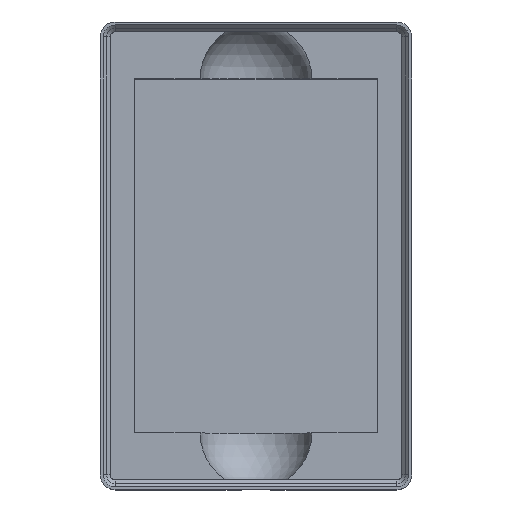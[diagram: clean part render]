
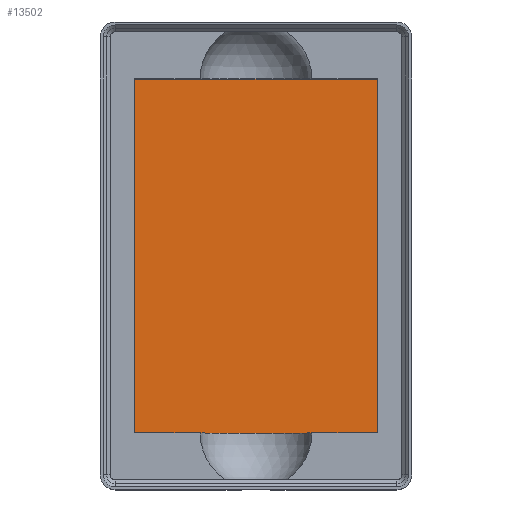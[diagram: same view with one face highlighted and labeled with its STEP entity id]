
A CAD part, top view. The second image highlights one B-rep face of the part: STEP entity #13502.
In plain terms, the highlighted planar face has unit normal (0, 0, 1).
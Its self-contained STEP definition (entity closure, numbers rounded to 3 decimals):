
#12801 = PLANE('',#12802);
#12802 = AXIS2_PLACEMENT_3D('',#12803,#12804,#12805);
#12803 = CARTESIAN_POINT('',(-11.5,-5.5,1.95));
#12804 = DIRECTION('',(0.,1.,0.));
#12805 = DIRECTION('',(0.,0.,1.));
#12829 = PLANE('',#12830);
#12830 = AXIS2_PLACEMENT_3D('',#12831,#12832,#12833);
#12831 = CARTESIAN_POINT('',(-11.5,-5.5,1.95));
#12832 = DIRECTION('',(1.,0.,0.));
#12833 = DIRECTION('',(0.,0.,1.));
#12857 = PLANE('',#12858);
#12858 = AXIS2_PLACEMENT_3D('',#12859,#12860,#12861);
#12859 = CARTESIAN_POINT('',(-11.5,89.5,1.95));
#12860 = DIRECTION('',(0.,1.,0.));
#12861 = DIRECTION('',(0.,0.,1.));
#13051 = PLANE('',#13052);
#13052 = AXIS2_PLACEMENT_3D('',#13053,#13054,#13055);
#13053 = CARTESIAN_POINT('',(53.5,-5.5,1.95));
#13054 = DIRECTION('',(1.,0.,0.));
#13055 = DIRECTION('',(0.,0.,1.));
#13273 = VERTEX_POINT('',#13274);
#13274 = CARTESIAN_POINT('',(53.5,89.5,1.95));
#13295 = EDGE_CURVE('',#13296,#13273,#13298,.T.);
#13296 = VERTEX_POINT('',#13297);
#13297 = CARTESIAN_POINT('',(-11.5,89.5,1.95));
#13298 = SURFACE_CURVE('',#13299,(#13303,#13310),.PCURVE_S1.);
#13299 = LINE('',#13300,#13301);
#13300 = CARTESIAN_POINT('',(-11.5,89.5,1.95));
#13301 = VECTOR('',#13302,1.);
#13302 = DIRECTION('',(1.,0.,0.));
#13303 = PCURVE('',#12857,#13304);
#13304 = DEFINITIONAL_REPRESENTATION('',(#13305),#13309);
#13305 = LINE('',#13306,#13307);
#13306 = CARTESIAN_POINT('',(0.,0.));
#13307 = VECTOR('',#13308,1.);
#13308 = DIRECTION('',(0.,1.));
#13309 = ( GEOMETRIC_REPRESENTATION_CONTEXT(2) 
PARAMETRIC_REPRESENTATION_CONTEXT() REPRESENTATION_CONTEXT('2D SPACE',''
  ) );
#13310 = PCURVE('',#13311,#13316);
#13311 = PLANE('',#13312);
#13312 = AXIS2_PLACEMENT_3D('',#13313,#13314,#13315);
#13313 = CARTESIAN_POINT('',(-11.5,-5.5,1.95));
#13314 = DIRECTION('',(0.,0.,1.));
#13315 = DIRECTION('',(1.,0.,0.));
#13316 = DEFINITIONAL_REPRESENTATION('',(#13317),#13321);
#13317 = LINE('',#13318,#13319);
#13318 = CARTESIAN_POINT('',(0.,95.));
#13319 = VECTOR('',#13320,1.);
#13320 = DIRECTION('',(1.,0.));
#13321 = ( GEOMETRIC_REPRESENTATION_CONTEXT(2) 
PARAMETRIC_REPRESENTATION_CONTEXT() REPRESENTATION_CONTEXT('2D SPACE',''
  ) );
#13351 = VERTEX_POINT('',#13352);
#13352 = CARTESIAN_POINT('',(-11.5,-5.5,1.95));
#13373 = EDGE_CURVE('',#13351,#13296,#13374,.T.);
#13374 = SURFACE_CURVE('',#13375,(#13379,#13386),.PCURVE_S1.);
#13375 = LINE('',#13376,#13377);
#13376 = CARTESIAN_POINT('',(-11.5,-5.5,1.95));
#13377 = VECTOR('',#13378,1.);
#13378 = DIRECTION('',(0.,1.,0.));
#13379 = PCURVE('',#12829,#13380);
#13380 = DEFINITIONAL_REPRESENTATION('',(#13381),#13385);
#13381 = LINE('',#13382,#13383);
#13382 = CARTESIAN_POINT('',(0.,0.));
#13383 = VECTOR('',#13384,1.);
#13384 = DIRECTION('',(0.,-1.));
#13385 = ( GEOMETRIC_REPRESENTATION_CONTEXT(2) 
PARAMETRIC_REPRESENTATION_CONTEXT() REPRESENTATION_CONTEXT('2D SPACE',''
  ) );
#13386 = PCURVE('',#13311,#13387);
#13387 = DEFINITIONAL_REPRESENTATION('',(#13388),#13392);
#13388 = LINE('',#13389,#13390);
#13389 = CARTESIAN_POINT('',(0.,0.));
#13390 = VECTOR('',#13391,1.);
#13391 = DIRECTION('',(0.,1.));
#13392 = ( GEOMETRIC_REPRESENTATION_CONTEXT(2) 
PARAMETRIC_REPRESENTATION_CONTEXT() REPRESENTATION_CONTEXT('2D SPACE',''
  ) );
#13400 = VERTEX_POINT('',#13401);
#13401 = CARTESIAN_POINT('',(53.5,-5.5,1.95));
#13422 = EDGE_CURVE('',#13351,#13400,#13423,.T.);
#13423 = SURFACE_CURVE('',#13424,(#13428,#13435),.PCURVE_S1.);
#13424 = LINE('',#13425,#13426);
#13425 = CARTESIAN_POINT('',(-11.5,-5.5,1.95));
#13426 = VECTOR('',#13427,1.);
#13427 = DIRECTION('',(1.,0.,0.));
#13428 = PCURVE('',#12801,#13429);
#13429 = DEFINITIONAL_REPRESENTATION('',(#13430),#13434);
#13430 = LINE('',#13431,#13432);
#13431 = CARTESIAN_POINT('',(0.,0.));
#13432 = VECTOR('',#13433,1.);
#13433 = DIRECTION('',(0.,1.));
#13434 = ( GEOMETRIC_REPRESENTATION_CONTEXT(2) 
PARAMETRIC_REPRESENTATION_CONTEXT() REPRESENTATION_CONTEXT('2D SPACE',''
  ) );
#13435 = PCURVE('',#13311,#13436);
#13436 = DEFINITIONAL_REPRESENTATION('',(#13437),#13441);
#13437 = LINE('',#13438,#13439);
#13438 = CARTESIAN_POINT('',(0.,0.));
#13439 = VECTOR('',#13440,1.);
#13440 = DIRECTION('',(1.,0.));
#13441 = ( GEOMETRIC_REPRESENTATION_CONTEXT(2) 
PARAMETRIC_REPRESENTATION_CONTEXT() REPRESENTATION_CONTEXT('2D SPACE',''
  ) );
#13480 = EDGE_CURVE('',#13400,#13273,#13481,.T.);
#13481 = SURFACE_CURVE('',#13482,(#13486,#13493),.PCURVE_S1.);
#13482 = LINE('',#13483,#13484);
#13483 = CARTESIAN_POINT('',(53.5,-5.5,1.95));
#13484 = VECTOR('',#13485,1.);
#13485 = DIRECTION('',(0.,1.,0.));
#13486 = PCURVE('',#13051,#13487);
#13487 = DEFINITIONAL_REPRESENTATION('',(#13488),#13492);
#13488 = LINE('',#13489,#13490);
#13489 = CARTESIAN_POINT('',(0.,0.));
#13490 = VECTOR('',#13491,1.);
#13491 = DIRECTION('',(0.,-1.));
#13492 = ( GEOMETRIC_REPRESENTATION_CONTEXT(2) 
PARAMETRIC_REPRESENTATION_CONTEXT() REPRESENTATION_CONTEXT('2D SPACE',''
  ) );
#13493 = PCURVE('',#13311,#13494);
#13494 = DEFINITIONAL_REPRESENTATION('',(#13495),#13499);
#13495 = LINE('',#13496,#13497);
#13496 = CARTESIAN_POINT('',(65.,0.));
#13497 = VECTOR('',#13498,1.);
#13498 = DIRECTION('',(0.,1.));
#13499 = ( GEOMETRIC_REPRESENTATION_CONTEXT(2) 
PARAMETRIC_REPRESENTATION_CONTEXT() REPRESENTATION_CONTEXT('2D SPACE',''
  ) );
#13502 = ADVANCED_FACE('',(#13503),#13311,.T.);
#13503 = FACE_BOUND('',#13504,.T.);
#13504 = EDGE_LOOP('',(#13505,#13506,#13507,#13508));
#13505 = ORIENTED_EDGE('',*,*,#13373,.F.);
#13506 = ORIENTED_EDGE('',*,*,#13422,.T.);
#13507 = ORIENTED_EDGE('',*,*,#13480,.T.);
#13508 = ORIENTED_EDGE('',*,*,#13295,.F.);
